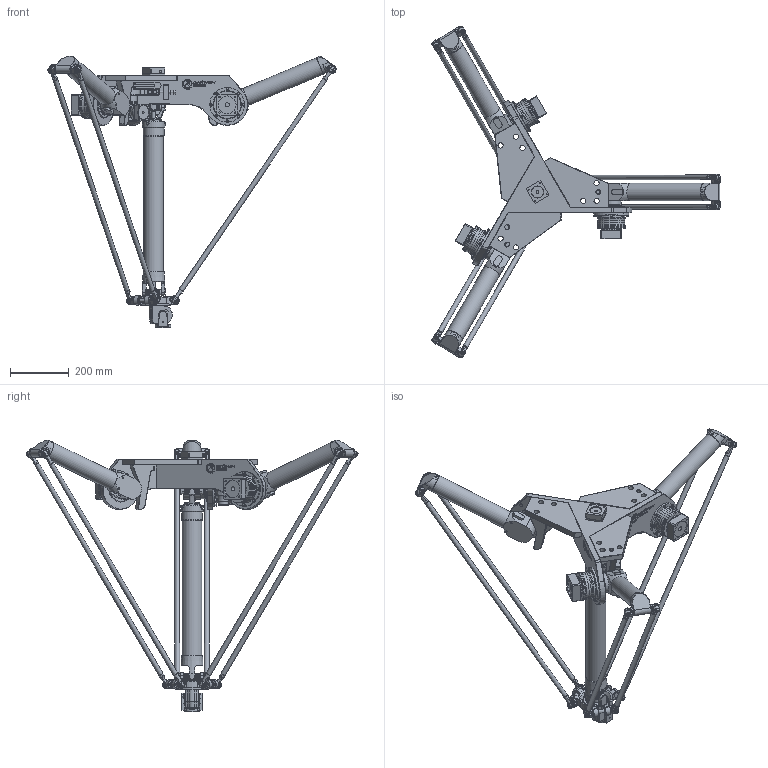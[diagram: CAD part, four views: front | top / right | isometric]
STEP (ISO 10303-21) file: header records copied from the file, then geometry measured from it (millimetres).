
FILE_DESCRIPTION(/* description */ (''),/* implementation_level */ '2;1');
FILE_NAME(/* name */ '3D-model_A_00045.01.stp',/* time_stamp */ '2022-02-19T10:36:41+01:00',/* author */ ('michael.schutter'),/* organization */ ('Majatronic'),/* preprocessor_version */ 'ST-DEVELOPER v16.5',/* originating_system */ 'Autodesk Inventor 2017',/* authorisation */ '');
FILE_SCHEMA (('AUTOMOTIVE_DESIGN { 1 0 10303 214 3 1 1 }'));
Length unit declared in the file: millimetre
Products named in the file (15): A_00045_01_DUMMY; MT_BGR00018056MT_BGR; MT_WST00051579MT_WST; MT_WST00055542MT_WST; MT_WST00055576MT_WST; MT_WST00050715MT_WST; MT_WST00031698MT_WST; MT_WST00101401; MT_WST00031700MT_WST; MT_WST00031706MT_WST; MT_WST00051574MT_WST; MT_WST00051576MT_WST; MT_WST00066319MT_WST; MT_WST00101318; MT_WST00101966 Dummy Achse 5
Assembly tree (29 placements, depth 3):
  A_00045_01_DUMMY
    MT_BGR00018056MT_BGR
      MT_WST00051579MT_WST
      MT_WST00055542MT_WST  x3
      MT_WST00055576MT_WST
    MT_WST00050715MT_WST
    MT_WST00101401  x6
    MT_WST00031698MT_WST  x3
    MT_WST00031700MT_WST  x6
    MT_WST00031706MT_WST  x2
    MT_WST00051574MT_WST
    MT_WST00051576MT_WST
    MT_WST00066319MT_WST
    MT_WST00101318
    MT_WST00101966 Dummy Achse 5
Bounding box: 979.36 x 1127.56 x 923.62 mm (x, y, z)
Volume: 16321608.9 mm3; surface area: 1780586.1 mm2
Topology: 30 solids, 30 shells, 4092 faces, 9513 edges, 5934 vertices
Faces by surface type: plane 2144, cylinder 1053, cone 411, bspline 310, torus 166, sphere 8
Full cylindrical faces by diameter (mm): 2 x6, 2.06 x1, 3 x1, 3.459 x4, 3.917 x4, 4 x4, 4.917 x25, 5 x24, 5.188 x24, 6 x37, 7 x12, 8 x39, 8.5 x52, 9 x2, 10 x17, 11.4 x1, 12 x23, 13 x2, 14 x3, 15 x4, 16 x36, 16.199 x1, 16.999 x1, 17.5 x9, 18 x32, 20 x11, 24 x3, 25 x1, 26 x1, 27 x2
Entity records: 90826 total; most frequent: CARTESIAN_POINT 27241, DIRECTION 12627, ORIENTED_EDGE 12360, EDGE_CURVE 6180, AXIS2_PLACEMENT_3D 4487, VERTEX_POINT 4111, LINE 3653, VECTOR 3653
